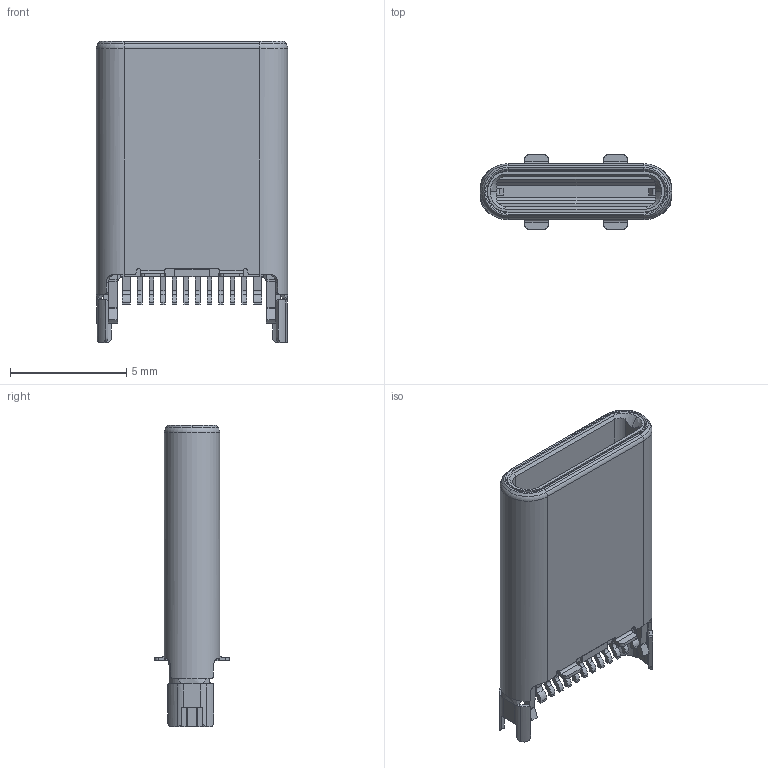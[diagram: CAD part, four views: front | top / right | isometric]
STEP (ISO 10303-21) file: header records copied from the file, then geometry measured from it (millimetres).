
FILE_DESCRIPTION (( 'STEP AP203' ), '1' );
FILE_NAME ('K3D-DX07P024AJ5-V2_JAE_Proprietary.STEP', '2017-10-26T09:14:27', ( '' ), ( '' ), 'SwSTEP 2.0', 'SolidWorks 2017', '' );
FILE_SCHEMA (( 'CONFIG_CONTROL_DESIGN' ));
Length unit declared in the file: millimetre
Products named in the file (1): K3D-DX07P024AJ5-V2_JAE_Proprietary
Bounding box: 8.25 x 3.2 x 13 mm (x, y, z)
Volume: 148.5 mm3; surface area: 420.6 mm2
Topology: 1 solids, 7 shells, 920 faces, 2566 edges, 1684 vertices
Faces by surface type: plane 526, cylinder 355, bspline 24, cone 9, torus 6
Entity records: 30906 total; most frequent: CARTESIAN_POINT 6950, ORIENTED_EDGE 5132, DIRECTION 4900, EDGE_CURVE 2566, LINE 1718, VECTOR 1718, VERTEX_POINT 1684, AXIS2_PLACEMENT_3D 1591
